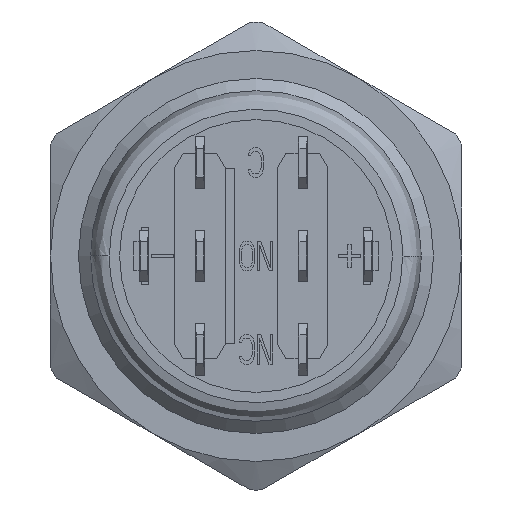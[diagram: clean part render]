
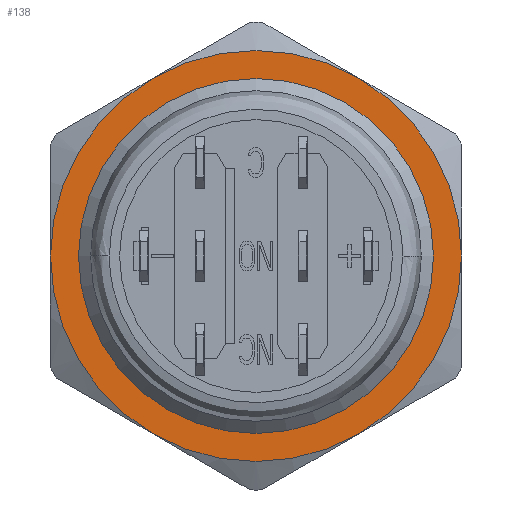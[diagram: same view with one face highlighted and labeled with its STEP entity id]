
A CAD part, front view. The second image highlights one B-rep face of the part: STEP entity #138.
In plain terms, the highlighted planar face has unit normal (0, -1, 0).
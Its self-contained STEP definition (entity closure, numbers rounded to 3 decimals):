
#138=ADVANCED_FACE('',(#3915,#3917),#3919,.F.);
#3915=FACE_BOUND('',#3916,.T.);
#3916=EDGE_LOOP('',(#6783,#6784,#6785,#6786,#6787,#6788));
#3917=FACE_BOUND('',#3918,.T.);
#3918=EDGE_LOOP('',(#6789));
#3919=PLANE('',#3920);
#3920=AXIS2_PLACEMENT_3D('',#3921,#3922,#3923);
#3921=CARTESIAN_POINT('',(0.,-5.7,0.));
#3922=DIRECTION('',(0.,1.,0.));
#3923=DIRECTION('',(1.,0.,0.));
#6783=ORIENTED_EDGE('',*,*,#8775,.F.);
#6784=ORIENTED_EDGE('',*,*,#8776,.F.);
#6785=ORIENTED_EDGE('',*,*,#8777,.T.);
#6786=ORIENTED_EDGE('',*,*,#8778,.F.);
#6787=ORIENTED_EDGE('',*,*,#8779,.F.);
#6788=ORIENTED_EDGE('',*,*,#8780,.T.);
#6789=ORIENTED_EDGE('',*,*,#8772,.F.);
#8772=EDGE_CURVE('',#9992,#9992,#9993,.T.);
#8775=EDGE_CURVE('',#9998,#9999,#10000,.T.);
#8776=EDGE_CURVE('',#10001,#9998,#10002,.T.);
#8777=EDGE_CURVE('',#10001,#10003,#10004,.T.);
#8778=EDGE_CURVE('',#10005,#10003,#10006,.T.);
#8779=EDGE_CURVE('',#10007,#10005,#10008,.T.);
#8780=EDGE_CURVE('',#10007,#9999,#10009,.T.);
#9992=VERTEX_POINT('',#12244);
#9993=CIRCLE('',#12245,9.5);
#9998=VERTEX_POINT('',#12259);
#9999=VERTEX_POINT('',#12260);
#10000=CIRCLE('',#12261,11.);
#10001=VERTEX_POINT('',#12265);
#10002=CIRCLE('',#12266,11.);
#10003=VERTEX_POINT('',#12270);
#10004=CIRCLE('',#12271,11.);
#10005=VERTEX_POINT('',#12275);
#10006=CIRCLE('',#12276,11.);
#10007=VERTEX_POINT('',#12280);
#10008=CIRCLE('',#12281,11.);
#10009=CIRCLE('',#12285,11.);
#12244=CARTESIAN_POINT('',(-9.5,-5.7,0.));
#12245=AXIS2_PLACEMENT_3D('',#12246,#12247,#12248);
#12246=CARTESIAN_POINT('',(0.,-5.7,0.));
#12247=DIRECTION('',(0.,-1.,0.));
#12248=DIRECTION('',(1.,0.,0.));
#12259=CARTESIAN_POINT('',(5.5,-5.7,9.526));
#12260=CARTESIAN_POINT('',(11.,-5.7,0.));
#12261=AXIS2_PLACEMENT_3D('',#12262,#12263,#12264);
#12262=CARTESIAN_POINT('',(0.,-5.7,0.));
#12263=DIRECTION('',(0.,1.,0.));
#12264=DIRECTION('',(0.5,0.,0.866));
#12265=CARTESIAN_POINT('',(-5.5,-5.7,9.526));
#12266=AXIS2_PLACEMENT_3D('',#12267,#12268,#12269);
#12267=CARTESIAN_POINT('',(0.,-5.7,0.));
#12268=DIRECTION('',(0.,1.,0.));
#12269=DIRECTION('',(-0.5,0.,0.866));
#12270=CARTESIAN_POINT('',(-11.,-5.7,0.));
#12271=AXIS2_PLACEMENT_3D('',#12272,#12273,#12274);
#12272=CARTESIAN_POINT('',(0.,-5.7,0.));
#12273=DIRECTION('',(0.,-1.,0.));
#12274=DIRECTION('',(-0.5,0.,0.866));
#12275=CARTESIAN_POINT('',(-5.5,-5.7,-9.526));
#12276=AXIS2_PLACEMENT_3D('',#12277,#12278,#12279);
#12277=CARTESIAN_POINT('',(0.,-5.7,0.));
#12278=DIRECTION('',(0.,1.,0.));
#12279=DIRECTION('',(-0.5,0.,-0.866));
#12280=CARTESIAN_POINT('',(5.5,-5.7,-9.526));
#12281=AXIS2_PLACEMENT_3D('',#12282,#12283,#12284);
#12282=CARTESIAN_POINT('',(0.,-5.7,0.));
#12283=DIRECTION('',(0.,1.,0.));
#12284=DIRECTION('',(0.5,0.,-0.866));
#12285=AXIS2_PLACEMENT_3D('',#12286,#12287,#12288);
#12286=CARTESIAN_POINT('',(0.,-5.7,0.));
#12287=DIRECTION('',(0.,-1.,0.));
#12288=DIRECTION('',(0.5,0.,-0.866));
